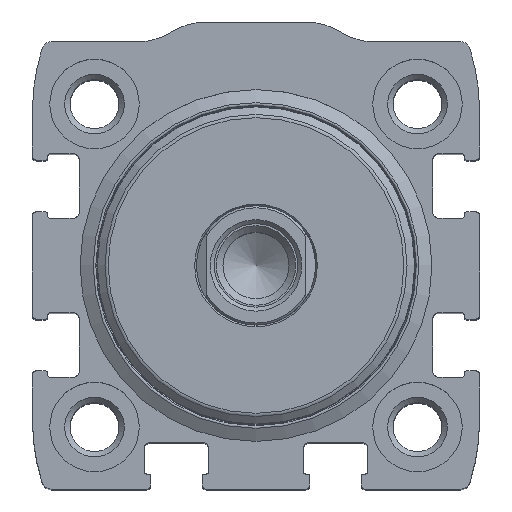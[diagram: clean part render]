
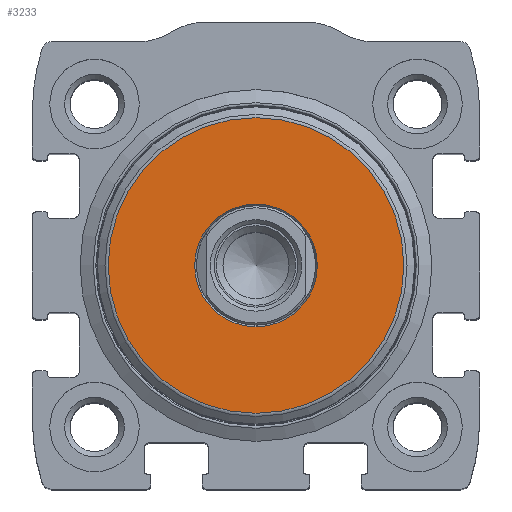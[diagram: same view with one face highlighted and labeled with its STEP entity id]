
A CAD part, top view. The second image highlights one B-rep face of the part: STEP entity #3233.
In plain terms, the highlighted planar face has unit normal (0, 0, 1).
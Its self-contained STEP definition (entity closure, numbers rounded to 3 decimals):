
#238=CIRCLE('',#3634,14.875);
#239=CIRCLE('',#3636,6.173);
#1151=ORIENTED_EDGE('',*,*,#1619,.T.);
#1152=ORIENTED_EDGE('',*,*,#1618,.F.);
#1618=EDGE_CURVE('',#1939,#1939,#238,.T.);
#1619=EDGE_CURVE('',#1940,#1940,#239,.T.);
#1939=VERTEX_POINT('',#5572);
#1940=VERTEX_POINT('',#5575);
#2664=EDGE_LOOP('',(#1151));
#2665=EDGE_LOOP('',(#1152));
#2938=FACE_BOUND('',#2664,.T.);
#2939=FACE_BOUND('',#2665,.T.);
#3050=PLANE('',#3635);
#3233=ADVANCED_FACE('',(#2938,#2939),#3050,.T.);
#3634=AXIS2_PLACEMENT_3D('',#5571,#4608,#4609);
#3635=AXIS2_PLACEMENT_3D('',#5573,#4610,#4611);
#3636=AXIS2_PLACEMENT_3D('',#5574,#4612,#4613);
#4608=DIRECTION('',(0.,0.,-1.));
#4609=DIRECTION('',(-1.,0.,0.));
#4610=DIRECTION('',(0.,0.,1.));
#4611=DIRECTION('',(1.,0.,0.));
#4612=DIRECTION('',(0.,0.,-1.));
#4613=DIRECTION('',(-1.,0.,0.));
#5571=CARTESIAN_POINT('',(0.,0.,52.8));
#5572=CARTESIAN_POINT('',(-14.875,0.,52.8));
#5573=CARTESIAN_POINT('',(0.,14.875,52.8));
#5574=CARTESIAN_POINT('',(0.,0.,52.8));
#5575=CARTESIAN_POINT('',(-6.173,0.,52.8));
